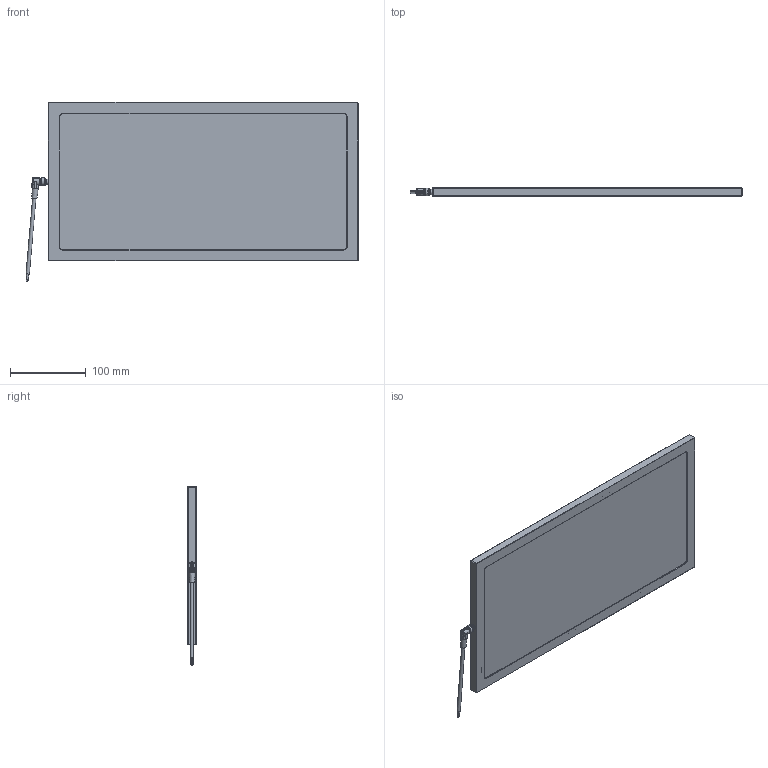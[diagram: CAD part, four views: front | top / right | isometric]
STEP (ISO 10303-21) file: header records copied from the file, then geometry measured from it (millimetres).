
FILE_DESCRIPTION(/* description */ ('Sestava'),/* implementation_level */ '2;1');
FILE_NAME(/* name */ 'Model BL-380x180',/* time_stamp */ '2024-11-05T10:37:14+01:00',/* author */ ('Stanislav JedliÄŤka'),/* organization */ ('JedliÄŤka COMPUTERS s.r.o.'),/* preprocessor_version */ 'ST-DEVELOPER v16.7',/* originating_system */ 'DEX',/* authorisation */ $);
FILE_SCHEMA (('AUTOMOTIVE_DESIGN {1 0 10303 214 3 1 1}'));
Length unit declared in the file: millimetre
Products named in the file (1): Model BL-380x180
Bounding box: 439.74 x 11 x 237.27 mm (x, y, z)
Surface area: 204487.8 mm2 (no closed solid volume)
Topology: 0 solids, 47 shells, 236 faces, 781 edges, 565 vertices
Faces by surface type: cylinder 103, plane 71, cone 58, torus 4
Full cylindrical faces by diameter (mm): 0.564 x4, 1 x1, 1.17 x4, 2.459 x22, 3.2 x22, 3.242 x6, 4.4 x1, 6.8 x1, 7 x1, 8 x2, 8.3 x1, 9.3 x2, 10 x1
Entity records: 9489 total; most frequent: CARTESIAN_POINT 2223, DIRECTION 1406, ORIENTED_EDGE 925, EDGE_CURVE 628, AXIS2_PLACEMENT_3D 569, VERTEX_POINT 560, FACE_BOUND 431, EDGE_LOOP 403
